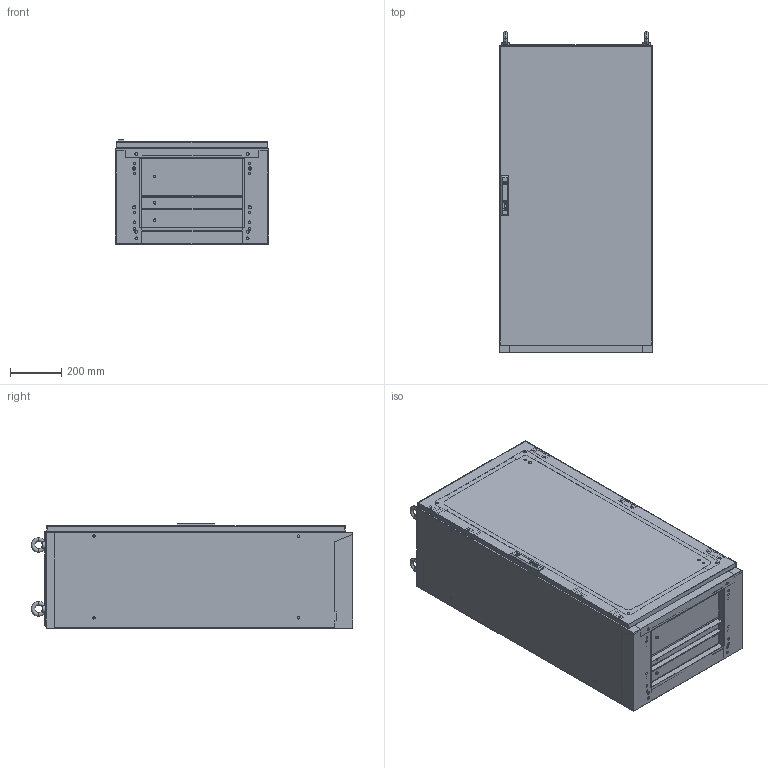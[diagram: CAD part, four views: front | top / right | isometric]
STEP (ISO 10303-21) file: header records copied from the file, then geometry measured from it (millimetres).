
FILE_DESCRIPTION (( 'STEP AP214' ), '1' );
FILE_NAME ('0390-6012-40-07.step', '2022-07-28T11:14:40', ( '' ), ( '' ), 'SwSTEP 2.0', 'SolidWorks 2019', '' );
FILE_SCHEMA (( 'AUTOMOTIVE_DESIGN' ));
Length unit declared in the file: millimetre
Products named in the file (5): Korpus_ss_6012-40; Bodenplattensatz_s_0396-6000-40-03; Dachplatte_ss_0390-6000-40-07; TuerR_s_0395-6012-00-97; 0390-6012-40-07
Assembly tree (4 placements, depth 2):
  0390-6012-40-07
    Korpus_ss_6012-40
    TuerR_s_0395-6012-00-97
    Dachplatte_ss_0390-6000-40-07
    Bodenplattensatz_s_0396-6000-40-03
Bounding box: 600 x 1257.99 x 407.5 mm (x, y, z)
Volume: 6940957.4 mm3; surface area: 7308082.9 mm2
Topology: 38 solids, 38 shells, 3673 faces, 9612 edges, 6344 vertices
Faces by surface type: plane 2035, cylinder 1436, cone 166, torus 24, bspline 12
Entity records: 139839 total; most frequent: CARTESIAN_POINT 21571, DIRECTION 19796, ORIENTED_EDGE 19224, EDGE_CURVE 9612, AXIS2_PLACEMENT_3D 6789, VERTEX_POINT 6344, LINE 6218, VECTOR 6218
